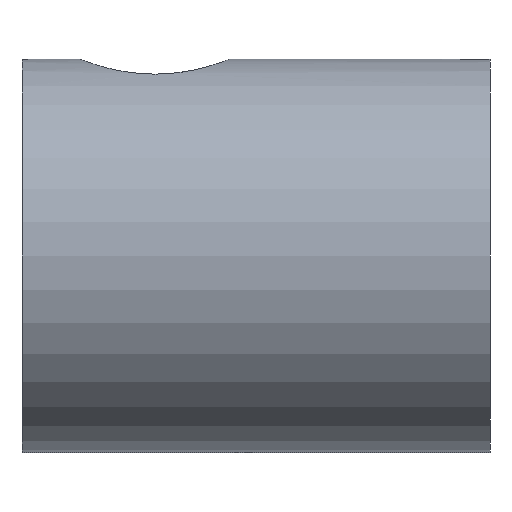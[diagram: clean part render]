
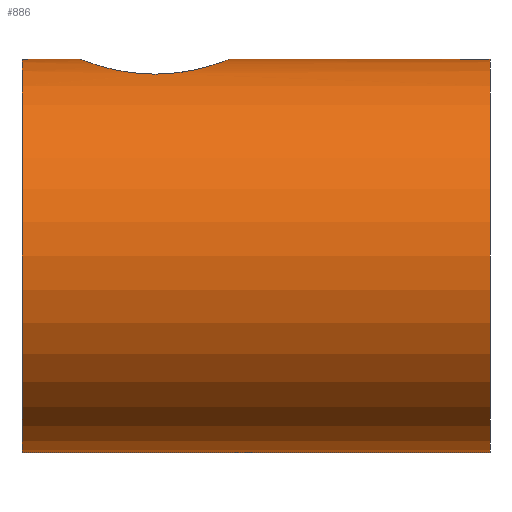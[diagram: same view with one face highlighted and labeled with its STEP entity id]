
A CAD part, left-side view. The second image highlights one B-rep face of the part: STEP entity #886.
In plain terms, the highlighted cylindrical face has radius 5.334 mm (diameter 10.668 mm), a partial arc.
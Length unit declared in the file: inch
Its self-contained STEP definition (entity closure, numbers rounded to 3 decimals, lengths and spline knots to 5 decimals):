
#33 = CARTESIAN_POINT ( 'NONE',  ( -0.07737, 0.33701, 0.19527 ) ) ;
#42 = CARTESIAN_POINT ( 'NONE',  ( -0.07898, 0.3685, 0.19459 ) ) ;
#49 = DIRECTION ( 'NONE',  ( 0., 1., 0. ) ) ;
#50 = CARTESIAN_POINT ( 'NONE',  ( -0.01056, 0.43697, 0.2098 ) ) ;
#54 = FACE_OUTER_BOUND ( 'NONE', #2074, .T. ) ;
#57 = DIRECTION ( 'NONE',  ( 0., 1., 0. ) ) ;
#79 = ORIENTED_EDGE ( 'NONE', *, *, #1542, .F. ) ;
#106 = CARTESIAN_POINT ( 'NONE',  ( 0., 0.2785, 0.21 ) ) ;
#132 = CYLINDRICAL_SURFACE ( 'NONE', #976, 0.21 ) ;
#136 = CARTESIAN_POINT ( 'NONE',  ( 0., 0.5, 0.21 ) ) ;
#178 = EDGE_CURVE ( 'NONE', #1526, #2082, #1215, .T. ) ;
#193 = CARTESIAN_POINT ( 'NONE',  ( -0.01056, 0.27903, 0.2098 ) ) ;
#199 = CARTESIAN_POINT ( 'NONE',  ( -0.0795, 0.358, 0.19437 ) ) ;
#206 = CARTESIAN_POINT ( 'NONE',  ( -0.0795, 0.358, 0.19437 ) ) ;
#217 = CARTESIAN_POINT ( 'NONE',  ( -0.07538, 0.38378, 0.19601 ) ) ;
#224 = CARTESIAN_POINT ( 'NONE',  ( 0., 0.4375, 0.21 ) ) ;
#241 = CARTESIAN_POINT ( 'NONE',  ( 0., 0., -0.21 ) ) ;
#266 = AXIS2_PLACEMENT_3D ( 'NONE', #816, #49, #1308 ) ;
#305 = LINE ( 'NONE', #1766, #426 ) ;
#320 = CIRCLE ( 'NONE', #2109, 0.21 ) ;
#332 = CARTESIAN_POINT ( 'NONE',  ( 0., 0., 0.21 ) ) ;
#351 = CARTESIAN_POINT ( 'NONE',  ( 0., 0.2785, 0.21 ) ) ;
#362 = CARTESIAN_POINT ( 'NONE',  ( -0.02578, 0.28261, 0.20847 ) ) ;
#383 = CARTESIAN_POINT ( 'NONE',  ( -0.06889, 0.39801, 0.1984 ) ) ;
#426 = VECTOR ( 'NONE', #1277, 39.37008 ) ;
#464 = CARTESIAN_POINT ( 'NONE',  ( -0.0795, 0.358, 0.19437 ) ) ;
#465 = EDGE_CURVE ( 'NONE', #1547, #469, #664, .T. ) ;
#469 = VERTEX_POINT ( 'NONE', #241 ) ;
#482 = ORIENTED_EDGE ( 'NONE', *, *, #971, .T. ) ;
#537 = CARTESIAN_POINT ( 'NONE',  ( -0.00524, 0.2785, 0.21 ) ) ;
#546 = CARTESIAN_POINT ( 'NONE',  ( -0.04003, 0.28912, 0.2062 ) ) ;
#571 = CARTESIAN_POINT ( 'NONE',  ( -0.05989, 0.41054, 0.20132 ) ) ;
#606 = CARTESIAN_POINT ( 'NONE',  ( 0., 0.5, 0.21 ) ) ;
#635 = EDGE_CURVE ( 'NONE', #1784, #1456, #305, .T. ) ;
#646 = VERTEX_POINT ( 'NONE', #464 ) ;
#648 = ORIENTED_EDGE ( 'NONE', *, *, #178, .F. ) ;
#664 = LINE ( 'NONE', #893, #666 ) ;
#666 = VECTOR ( 'NONE', #1897, 39.37008 ) ;
#702 = CARTESIAN_POINT ( 'NONE',  ( -0.05264, 0.2982, 0.20333 ) ) ;
#725 = CARTESIAN_POINT ( 'NONE',  ( -0.04855, 0.42116, 0.20436 ) ) ;
#816 = CARTESIAN_POINT ( 'NONE',  ( 0., 0.5, 0. ) ) ;
#817 = CIRCLE ( 'NONE', #266, 0.21 ) ;
#831 = DIRECTION ( 'NONE',  ( 0., 0., -1. ) ) ;
#851 = CARTESIAN_POINT ( 'NONE',  ( -0.06317, 0.30946, 0.2003 ) ) ;
#864 = CARTESIAN_POINT ( 'NONE',  ( -0.0795, 0.36322, 0.19437 ) ) ;
#872 = CARTESIAN_POINT ( 'NONE',  ( -0.03539, 0.42938, 0.20705 ) ) ;
#886 = ADVANCED_FACE ( 'NONE', ( #54 ), #132, .T. ) ;
#893 = CARTESIAN_POINT ( 'NONE',  ( 0., 0.5, -0.21 ) ) ;
#971 = EDGE_CURVE ( 'NONE', #1526, #646, #1148, .T. ) ;
#976 = AXIS2_PLACEMENT_3D ( 'NONE', #1475, #1821, #831 ) ;
#992 = VECTOR ( 'NONE', #1569, 39.37008 ) ;
#1002 = CARTESIAN_POINT ( 'NONE',  ( -0.07141, 0.32268, 0.1975 ) ) ;
#1010 = ORIENTED_EDGE ( 'NONE', *, *, #465, .T. ) ;
#1030 = CARTESIAN_POINT ( 'NONE',  ( -0.0208, 0.43491, 0.20903 ) ) ;
#1041 = CARTESIAN_POINT ( 'NONE',  ( 0., 0., 0. ) ) ;
#1051 = EDGE_CURVE ( 'NONE', #646, #1456, #1867, .T. ) ;
#1062 = EDGE_CURVE ( 'NONE', #469, #2082, #320, .T. ) ;
#1148 = B_SPLINE_CURVE_WITH_KNOTS ( 'NONE', 3,
 ( #351, #537, #193, #1344, #362, #1505, #546, #1676, #702, #1846, #851, #2020, #1002, #33, #1178, #199 ),
 .UNSPECIFIED., .F., .F.,
 ( 4, 2, 2, 2, 2, 2, 2, 4 ),
 ( 0.00319, 0.00359, 0.00398, 0.00438, 0.00478, 0.00518, 0.00558, 0.00637 ),
 .UNSPECIFIED. ) ;
#1178 = CARTESIAN_POINT ( 'NONE',  ( -0.0795, 0.34755, 0.19437 ) ) ;
#1196 = CARTESIAN_POINT ( 'NONE',  ( -0.07691, 0.37881, 0.19541 ) ) ;
#1201 = CARTESIAN_POINT ( 'NONE',  ( -0.00524, 0.4375, 0.21 ) ) ;
#1209 = DIRECTION ( 'NONE',  ( 0., 0., 1. ) ) ;
#1215 = LINE ( 'NONE', #606, #992 ) ;
#1277 = DIRECTION ( 'NONE',  ( 0., -1., 0. ) ) ;
#1308 = DIRECTION ( 'NONE',  ( 0., 0., 1. ) ) ;
#1344 = CARTESIAN_POINT ( 'NONE',  ( -0.0208, 0.28109, 0.20903 ) ) ;
#1362 = CARTESIAN_POINT ( 'NONE',  ( -0.07138, 0.39338, 0.19751 ) ) ;
#1456 = VERTEX_POINT ( 'NONE', #1705 ) ;
#1475 = CARTESIAN_POINT ( 'NONE',  ( 0., 0.5, 0. ) ) ;
#1505 = CARTESIAN_POINT ( 'NONE',  ( -0.03548, 0.28666, 0.20704 ) ) ;
#1526 = VERTEX_POINT ( 'NONE', #106 ) ;
#1531 = CARTESIAN_POINT ( 'NONE',  ( -0.06315, 0.40657, 0.2003 ) ) ;
#1542 = EDGE_CURVE ( 'NONE', #1547, #1784, #817, .T. ) ;
#1547 = VERTEX_POINT ( 'NONE', #1686 ) ;
#1569 = DIRECTION ( 'NONE',  ( 0., -1., 0. ) ) ;
#1676 = CARTESIAN_POINT ( 'NONE',  ( -0.0486, 0.29487, 0.20435 ) ) ;
#1686 = CARTESIAN_POINT ( 'NONE',  ( 0., 0.5, -0.21 ) ) ;
#1697 = CARTESIAN_POINT ( 'NONE',  ( -0.05253, 0.4179, 0.20336 ) ) ;
#1705 = CARTESIAN_POINT ( 'NONE',  ( 0., 0.4375, 0.21 ) ) ;
#1766 = CARTESIAN_POINT ( 'NONE',  ( 0., 0.5, 0.21 ) ) ;
#1780 = ORIENTED_EDGE ( 'NONE', *, *, #1062, .T. ) ;
#1784 = VERTEX_POINT ( 'NONE', #136 ) ;
#1821 = DIRECTION ( 'NONE',  ( 0., -1., 0. ) ) ;
#1829 = ORIENTED_EDGE ( 'NONE', *, *, #1051, .T. ) ;
#1846 = CARTESIAN_POINT ( 'NONE',  ( -0.05992, 0.3055, 0.20131 ) ) ;
#1867 = B_SPLINE_CURVE_WITH_KNOTS ( 'NONE', 3,
 ( #206, #864, #42, #1196, #217, #1362, #383, #1531, #571, #1697, #725, #1875, #872, #2042, #1030, #50, #1201, #224 ),
 .UNSPECIFIED., .F., .F.,
 ( 4, 2, 2, 2, 2, 2, 2, 2, 4 ),
 ( 0.00637, 0.00677, 0.00717, 0.00757, 0.00797, 0.00836, 0.00876, 0.00916, 0.00956 ),
 .UNSPECIFIED. ) ;
#1875 = CARTESIAN_POINT ( 'NONE',  ( -0.04001, 0.42689, 0.2062 ) ) ;
#1897 = DIRECTION ( 'NONE',  ( 0., -1., 0. ) ) ;
#2020 = CARTESIAN_POINT ( 'NONE',  ( -0.06892, 0.31804, 0.19839 ) ) ;
#2042 = CARTESIAN_POINT ( 'NONE',  ( -0.02576, 0.43339, 0.20847 ) ) ;
#2074 = EDGE_LOOP ( 'NONE', ( #2093, #79, #1010, #1780, #648, #482, #1829 ) ) ;
#2082 = VERTEX_POINT ( 'NONE', #332 ) ;
#2093 = ORIENTED_EDGE ( 'NONE', *, *, #635, .F. ) ;
#2109 = AXIS2_PLACEMENT_3D ( 'NONE', #1041, #57, #1209 ) ;
